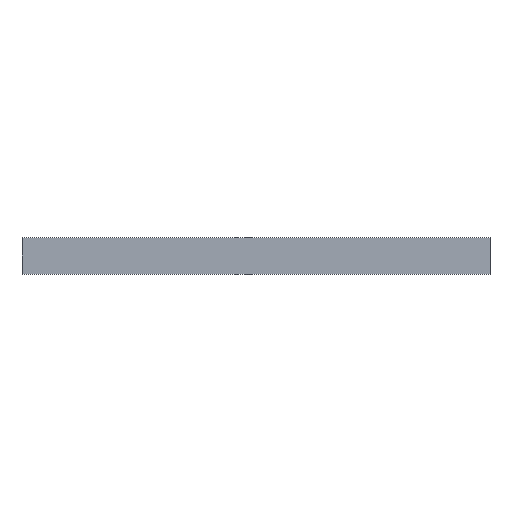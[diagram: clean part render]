
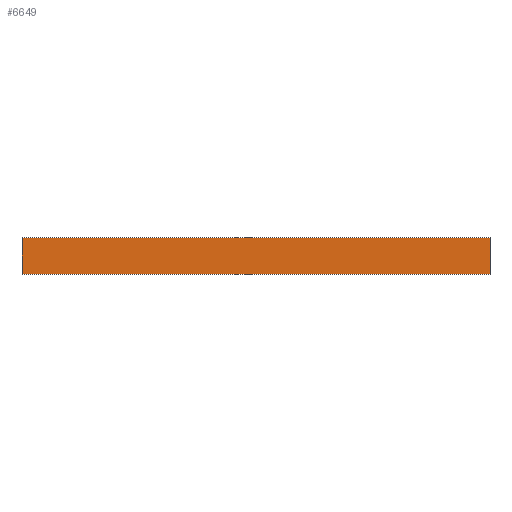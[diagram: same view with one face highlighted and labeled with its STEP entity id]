
A CAD part, left-side view. The second image highlights one B-rep face of the part: STEP entity #6649.
In plain terms, the highlighted planar face has unit normal (-1, 0, 0).
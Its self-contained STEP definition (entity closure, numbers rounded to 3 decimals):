
#1834=ORIENTED_EDGE('',*,*,#3265,.F.);
#1835=ORIENTED_EDGE('',*,*,#3258,.F.);
#1836=ORIENTED_EDGE('',*,*,#3262,.T.);
#1837=ORIENTED_EDGE('',*,*,#3240,.T.);
#3240=EDGE_CURVE('',#4056,#4055,#4729,.T.);
#3258=EDGE_CURVE('',#4072,#4073,#4739,.T.);
#3262=EDGE_CURVE('',#4072,#4056,#4743,.T.);
#3265=EDGE_CURVE('',#4073,#4055,#4746,.T.);
#4055=VERTEX_POINT('',#10186);
#4056=VERTEX_POINT('',#10188);
#4072=VERTEX_POINT('',#10222);
#4073=VERTEX_POINT('',#10224);
#4729=LINE('',#10187,#5270);
#4739=LINE('',#10223,#5280);
#4743=LINE('',#10230,#5284);
#4746=LINE('',#10236,#5287);
#5270=VECTOR('',#8563,1000.);
#5280=VECTOR('',#8591,1000.);
#5284=VECTOR('',#8597,1000.);
#5287=VECTOR('',#8606,1000.);
#5620=EDGE_LOOP('',(#1834,#1835,#1836,#1837));
#6015=FACE_BOUND('',#5620,.T.);
#6314=PLANE('',#7261);
#6649=ADVANCED_FACE('',(#6015),#6314,.T.);
#7261=AXIS2_PLACEMENT_3D('',#10235,#8604,#8605);
#8563=DIRECTION('',(0.,0.,-1.));
#8591=DIRECTION('',(0.,0.,-1.));
#8597=DIRECTION('',(0.,1.,0.));
#8604=DIRECTION('',(-1.,0.,0.));
#8605=DIRECTION('',(0.,0.,1.));
#8606=DIRECTION('',(0.,1.,0.));
#10186=CARTESIAN_POINT('',(-20.447,49.962,0.));
#10187=CARTESIAN_POINT('',(-20.447,49.962,7.849));
#10188=CARTESIAN_POINT('',(-20.447,49.962,7.849));
#10222=CARTESIAN_POINT('',(-20.447,-49.962,7.849));
#10223=CARTESIAN_POINT('',(-20.447,-49.962,7.849));
#10224=CARTESIAN_POINT('',(-20.447,-49.962,0.));
#10230=CARTESIAN_POINT('',(-20.447,-49.962,7.849));
#10235=CARTESIAN_POINT('',(-20.447,-49.962,7.849));
#10236=CARTESIAN_POINT('',(-20.447,-49.962,0.));
